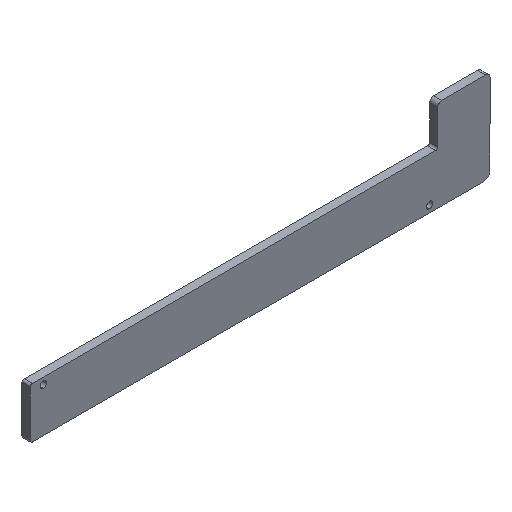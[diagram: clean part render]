
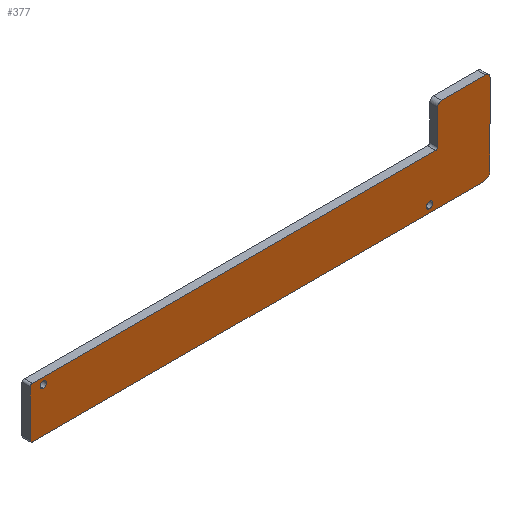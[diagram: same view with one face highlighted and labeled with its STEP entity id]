
A CAD part, isometric view. The second image highlights one B-rep face of the part: STEP entity #377.
In plain terms, the highlighted planar face has unit normal (0, -1, 0).
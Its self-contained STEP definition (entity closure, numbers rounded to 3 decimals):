
#3 = EDGE_CURVE ( 'NONE', #305, #423, #523, .T. ) ;
#5 = CIRCLE ( 'NONE', #511, 0.75 ) ;
#9 = DIRECTION ( 'NONE',  ( 0., 1., 0. ) ) ;
#17 = DIRECTION ( 'NONE',  ( 0., 0., -1. ) ) ;
#19 = CARTESIAN_POINT ( 'NONE',  ( 146.25, 0., -114. ) ) ;
#25 = DIRECTION ( 'NONE',  ( 0., 1., 0. ) ) ;
#29 = DIRECTION ( 'NONE',  ( 0., 0., 1. ) ) ;
#30 = VERTEX_POINT ( 'NONE', #93 ) ;
#34 = VERTEX_POINT ( 'NONE', #373 ) ;
#37 = ORIENTED_EDGE ( 'NONE', *, *, #222, .T. ) ;
#45 = DIRECTION ( 'NONE',  ( 0., 0., 1. ) ) ;
#50 = DIRECTION ( 'NONE',  ( 0., 0., -1. ) ) ;
#64 = VERTEX_POINT ( 'NONE', #152 ) ;
#66 = CARTESIAN_POINT ( 'NONE',  ( 144., 0., -131.7 ) ) ;
#68 = DIRECTION ( 'NONE',  ( 0., 1., 0. ) ) ;
#82 = FACE_BOUND ( 'NONE', #370, .T. ) ;
#83 = CIRCLE ( 'NONE', #388, 1.2 ) ;
#89 = DIRECTION ( 'NONE',  ( 0., 0., 1. ) ) ;
#92 = LINE ( 'NONE', #372, #218 ) ;
#93 = CARTESIAN_POINT ( 'NONE',  ( 147., 0., -113.25 ) ) ;
#101 = CARTESIAN_POINT ( 'NONE',  ( 164., 0., -130.5 ) ) ;
#108 = EDGE_CURVE ( 'NONE', #360, #535, #400, .T. ) ;
#112 = AXIS2_PLACEMENT_3D ( 'NONE', #589, #159, #577 ) ;
#114 = DIRECTION ( 'NONE',  ( 0., 0., 1. ) ) ;
#117 = CIRCLE ( 'NONE', #409, 1.2 ) ;
#120 = CARTESIAN_POINT ( 'NONE',  ( -4.25, 0., -114.75 ) ) ;
#124 = VECTOR ( 'NONE', #313, 1000. ) ;
#133 = ORIENTED_EDGE ( 'NONE', *, *, #3, .F. ) ;
#134 = EDGE_CURVE ( 'NONE', #323, #305, #297, .T. ) ;
#136 = CIRCLE ( 'NONE', #157, 1.2 ) ;
#152 = CARTESIAN_POINT ( 'NONE',  ( 0., 0., -115.3 ) ) ;
#157 = AXIS2_PLACEMENT_3D ( 'NONE', #502, #25, #417 ) ;
#159 = DIRECTION ( 'NONE',  ( 0., 1., 0. ) ) ;
#161 = VERTEX_POINT ( 'NONE', #66 ) ;
#171 = CARTESIAN_POINT ( 'NONE',  ( -5., 0., -132. ) ) ;
#177 = EDGE_CURVE ( 'NONE', #64, #208, #83, .T. ) ;
#182 = VERTEX_POINT ( 'NONE', #19 ) ;
#185 = EDGE_CURVE ( 'NONE', #161, #34, #117, .T. ) ;
#187 = CARTESIAN_POINT ( 'NONE',  ( -4., 0., -133. ) ) ;
#188 = CARTESIAN_POINT ( 'NONE',  ( 166.5, 0., -130.5 ) ) ;
#191 = AXIS2_PLACEMENT_3D ( 'NONE', #347, #9, #544 ) ;
#195 = EDGE_CURVE ( 'NONE', #34, #161, #136, .T. ) ;
#208 = VERTEX_POINT ( 'NONE', #404 ) ;
#211 = VERTEX_POINT ( 'NONE', #263 ) ;
#213 = LINE ( 'NONE', #597, #401 ) ;
#218 = VECTOR ( 'NONE', #45, 1000. ) ;
#220 = CARTESIAN_POINT ( 'NONE',  ( 165., 0., -100.5 ) ) ;
#222 = EDGE_CURVE ( 'NONE', #598, #535, #501, .T. ) ;
#224 = DIRECTION ( 'NONE',  ( 0., 0., 1. ) ) ;
#225 = VERTEX_POINT ( 'NONE', #171 ) ;
#231 = ORIENTED_EDGE ( 'NONE', *, *, #108, .F. ) ;
#240 = EDGE_CURVE ( 'NONE', #360, #299, #590, .T. ) ;
#258 = EDGE_CURVE ( 'NONE', #211, #182, #213, .T. ) ;
#263 = CARTESIAN_POINT ( 'NONE',  ( -4.25, 0., -114. ) ) ;
#274 = EDGE_CURVE ( 'NONE', #208, #64, #428, .T. ) ;
#277 = AXIS2_PLACEMENT_3D ( 'NONE', #220, #462, #224 ) ;
#280 = PLANE ( 'NONE',  #621 ) ;
#282 = CARTESIAN_POINT ( 'NONE',  ( -5., 0., -114.75 ) ) ;
#284 = CARTESIAN_POINT ( 'NONE',  ( -4., 0., -133. ) ) ;
#292 = EDGE_CURVE ( 'NONE', #211, #405, #5, .T. ) ;
#297 = CIRCLE ( 'NONE', #488, 2.5 ) ;
#299 = VERTEX_POINT ( 'NONE', #422 ) ;
#302 = ORIENTED_EDGE ( 'NONE', *, *, #240, .T. ) ;
#304 = DIRECTION ( 'NONE',  ( 1., 0., 0. ) ) ;
#305 = VERTEX_POINT ( 'NONE', #425 ) ;
#307 = EDGE_CURVE ( 'NONE', #30, #299, #92, .T. ) ;
#313 = DIRECTION ( 'NONE',  ( 0., 0., 1. ) ) ;
#315 = DIRECTION ( 'NONE',  ( 0., -1., 0. ) ) ;
#320 = AXIS2_PLACEMENT_3D ( 'NONE', #548, #608, #114 ) ;
#323 = VERTEX_POINT ( 'NONE', #188 ) ;
#324 = DIRECTION ( 'NONE',  ( 0., 1., 0. ) ) ;
#325 = EDGE_LOOP ( 'NONE', ( #569, #458 ) ) ;
#330 = VECTOR ( 'NONE', #304, 1000. ) ;
#339 = ORIENTED_EDGE ( 'NONE', *, *, #292, .T. ) ;
#347 = CARTESIAN_POINT ( 'NONE',  ( -4., 0., -132. ) ) ;
#349 = CARTESIAN_POINT ( 'NONE',  ( 165., 0., -99. ) ) ;
#355 = DIRECTION ( 'NONE',  ( 0., 1., 0. ) ) ;
#360 = VERTEX_POINT ( 'NONE', #429 ) ;
#362 = DIRECTION ( 'NONE',  ( 0., 1., 0. ) ) ;
#367 = ORIENTED_EDGE ( 'NONE', *, *, #134, .F. ) ;
#370 = EDGE_LOOP ( 'NONE', ( #624, #412 ) ) ;
#372 = CARTESIAN_POINT ( 'NONE',  ( 147., 0., -99. ) ) ;
#373 = CARTESIAN_POINT ( 'NONE',  ( 144., 0., -129.3 ) ) ;
#376 = DIRECTION ( 'NONE',  ( -1., 0., 0. ) ) ;
#377 = ADVANCED_FACE ( 'NONE', ( #382, #519, #82 ), #280, .F. ) ;
#382 = FACE_OUTER_BOUND ( 'NONE', #527, .T. ) ;
#388 = AXIS2_PLACEMENT_3D ( 'NONE', #414, #451, #29 ) ;
#400 = LINE ( 'NONE', #440, #330 ) ;
#401 = VECTOR ( 'NONE', #457, 1000. ) ;
#404 = CARTESIAN_POINT ( 'NONE',  ( 0., 0., -117.7 ) ) ;
#405 = VERTEX_POINT ( 'NONE', #282 ) ;
#408 = ORIENTED_EDGE ( 'NONE', *, *, #515, .F. ) ;
#409 = AXIS2_PLACEMENT_3D ( 'NONE', #605, #362, #558 ) ;
#411 = CARTESIAN_POINT ( 'NONE',  ( 0., 0., -116.5 ) ) ;
#412 = ORIENTED_EDGE ( 'NONE', *, *, #195, .T. ) ;
#414 = CARTESIAN_POINT ( 'NONE',  ( 0., 0., -116.5 ) ) ;
#417 = DIRECTION ( 'NONE',  ( 0., 0., 1. ) ) ;
#422 = CARTESIAN_POINT ( 'NONE',  ( 147., 0., -100.5 ) ) ;
#423 = VERTEX_POINT ( 'NONE', #284 ) ;
#425 = CARTESIAN_POINT ( 'NONE',  ( 164., 0., -133. ) ) ;
#428 = CIRCLE ( 'NONE', #541, 1.2 ) ;
#429 = CARTESIAN_POINT ( 'NONE',  ( 148.5, 0., -99. ) ) ;
#431 = CARTESIAN_POINT ( 'NONE',  ( -4., 0., -132. ) ) ;
#433 = CARTESIAN_POINT ( 'NONE',  ( 166.5, 0., -130.5 ) ) ;
#440 = CARTESIAN_POINT ( 'NONE',  ( 166.5, 0., -99. ) ) ;
#446 = CARTESIAN_POINT ( 'NONE',  ( 166.5, 0., -100.5 ) ) ;
#448 = ORIENTED_EDGE ( 'NONE', *, *, #549, .F. ) ;
#451 = DIRECTION ( 'NONE',  ( 0., 1., 0. ) ) ;
#454 = DIRECTION ( 'NONE',  ( 0., 0., 1. ) ) ;
#457 = DIRECTION ( 'NONE',  ( 1., 0., 0. ) ) ;
#458 = ORIENTED_EDGE ( 'NONE', *, *, #177, .T. ) ;
#460 = CIRCLE ( 'NONE', #191, 1. ) ;
#462 = DIRECTION ( 'NONE',  ( 0., -1., 0. ) ) ;
#467 = CIRCLE ( 'NONE', #112, 0.75 ) ;
#474 = ORIENTED_EDGE ( 'NONE', *, *, #574, .T. ) ;
#488 = AXIS2_PLACEMENT_3D ( 'NONE', #101, #355, #17 ) ;
#501 = CIRCLE ( 'NONE', #277, 1.5 ) ;
#502 = CARTESIAN_POINT ( 'NONE',  ( 144., 0., -130.5 ) ) ;
#511 = AXIS2_PLACEMENT_3D ( 'NONE', #120, #315, #615 ) ;
#514 = ORIENTED_EDGE ( 'NONE', *, *, #307, .F. ) ;
#515 = EDGE_CURVE ( 'NONE', #423, #225, #460, .T. ) ;
#517 = ORIENTED_EDGE ( 'NONE', *, *, #258, .F. ) ;
#519 = FACE_BOUND ( 'NONE', #325, .T. ) ;
#523 = LINE ( 'NONE', #187, #562 ) ;
#527 = EDGE_LOOP ( 'NONE', ( #517, #339, #572, #408, #133, #367, #448, #37, #231, #302, #514, #474 ) ) ;
#535 = VERTEX_POINT ( 'NONE', #349 ) ;
#539 = LINE ( 'NONE', #433, #576 ) ;
#541 = AXIS2_PLACEMENT_3D ( 'NONE', #411, #68, #454 ) ;
#544 = DIRECTION ( 'NONE',  ( 0., 0., 1. ) ) ;
#548 = CARTESIAN_POINT ( 'NONE',  ( 148.5, 0., -100.5 ) ) ;
#549 = EDGE_CURVE ( 'NONE', #598, #323, #539, .T. ) ;
#553 = CARTESIAN_POINT ( 'NONE',  ( -5., 0., -114. ) ) ;
#558 = DIRECTION ( 'NONE',  ( 0., 0., 1. ) ) ;
#562 = VECTOR ( 'NONE', #376, 1000. ) ;
#569 = ORIENTED_EDGE ( 'NONE', *, *, #274, .T. ) ;
#572 = ORIENTED_EDGE ( 'NONE', *, *, #595, .F. ) ;
#574 = EDGE_CURVE ( 'NONE', #30, #182, #467, .T. ) ;
#576 = VECTOR ( 'NONE', #50, 1000. ) ;
#577 = DIRECTION ( 'NONE',  ( 0., 0., 1. ) ) ;
#589 = CARTESIAN_POINT ( 'NONE',  ( 146.25, 0., -113.25 ) ) ;
#590 = CIRCLE ( 'NONE', #320, 1.5 ) ;
#595 = EDGE_CURVE ( 'NONE', #225, #405, #599, .T. ) ;
#597 = CARTESIAN_POINT ( 'NONE',  ( 147., 0., -114. ) ) ;
#598 = VERTEX_POINT ( 'NONE', #446 ) ;
#599 = LINE ( 'NONE', #553, #124 ) ;
#605 = CARTESIAN_POINT ( 'NONE',  ( 144., 0., -130.5 ) ) ;
#608 = DIRECTION ( 'NONE',  ( 0., -1., 0. ) ) ;
#615 = DIRECTION ( 'NONE',  ( 0., 0., 1. ) ) ;
#621 = AXIS2_PLACEMENT_3D ( 'NONE', #431, #324, #89 ) ;
#624 = ORIENTED_EDGE ( 'NONE', *, *, #185, .T. ) ;
